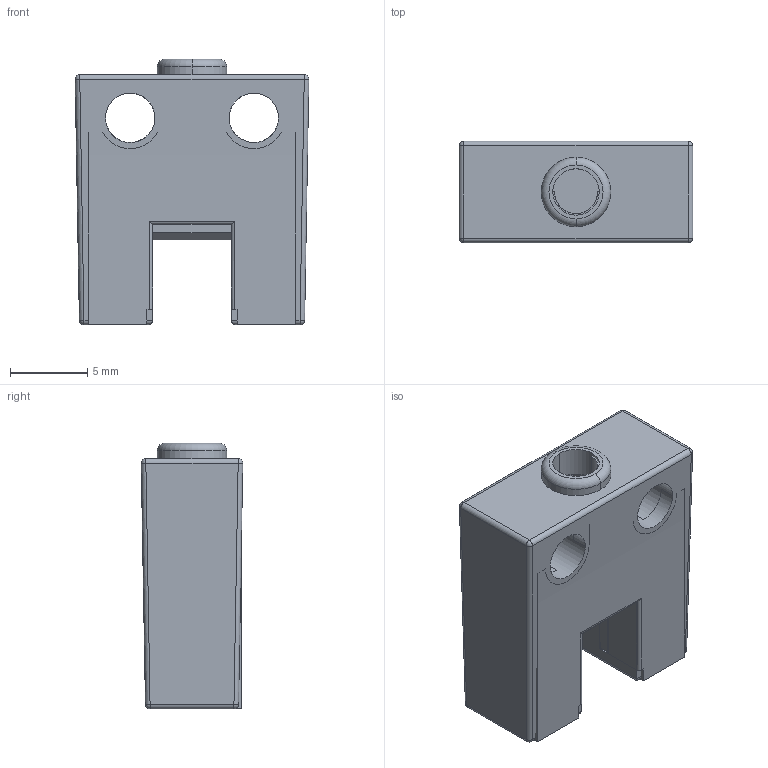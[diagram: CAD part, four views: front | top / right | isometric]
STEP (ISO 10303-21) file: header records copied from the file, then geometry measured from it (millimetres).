
FILE_DESCRIPTION((''),'2;1');
FILE_NAME('L25-0308__87','2020-07-18T',('admin'),(''),'PRO/ENGINEER BY PARAMETRIC TECHNOLOGY CORPORATION, 2008380','PRO/ENGINEER BY PARAMETRIC TECHNOLOGY CORPORATION, 2008380','');
FILE_SCHEMA(('CONFIG_CONTROL_DESIGN'));
Length unit declared in the file: millimetre
Products named in the file (1): L25-0308__87
Bounding box: 15.12 x 6.57 x 17.2 mm (x, y, z)
Volume: 680 mm3; surface area: 2190.4 mm2
Topology: 1 solids, 5 shells, 642 faces, 1806 edges, 1192 vertices
Faces by surface type: plane 582, cylinder 44, sphere 8, torus 4, cone 4
Entity records: 20580 total; most frequent: CARTESIAN_POINT 3981, ORIENTED_EDGE 3596, DIRECTION 3130, EDGE_CURVE 1798, VECTOR 1662, LINE 1662, VERTEX_POINT 1192, AXIS2_PLACEMENT_3D 734
